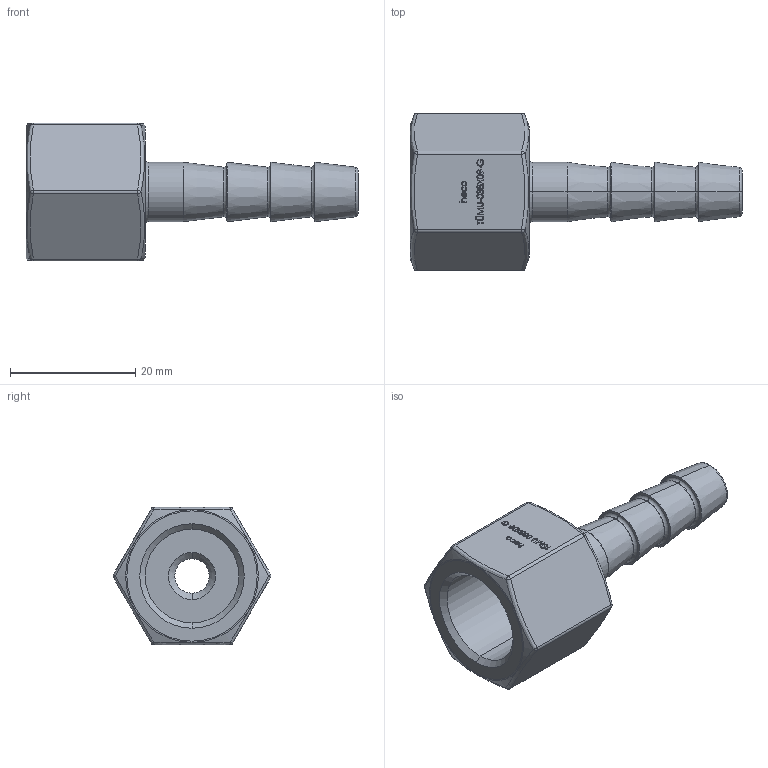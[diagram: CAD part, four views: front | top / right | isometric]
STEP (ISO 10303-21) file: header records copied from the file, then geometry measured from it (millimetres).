
FILE_DESCRIPTION (( 'STEP AP214' ), '1' );
FILE_NAME ('TÜMU-038X09-x Schlauchtülle mit Innengewinde.STEP', '2018-06-05T15:06:08', ( '' ), ( '' ), 'SwSTEP 2.0', 'SolidWorks 2016', '' );
FILE_SCHEMA (( 'AUTOMOTIVE_DESIGN' ));
Length unit declared in the file: millimetre
Products named in the file (1): TÜMU-038X09-x Schlauchtülle mit Innengewinde
Bounding box: 53 x 25.22 x 22 mm (x, y, z)
Volume: 6595.9 mm3; surface area: 4422.2 mm2
Topology: 1 solids, 1 shells, 318 faces, 794 edges, 502 vertices
Faces by surface type: bspline 136, plane 112, cone 24, torus 22, cylinder 12, sphere 12
Entity records: 19005 total; most frequent: CARTESIAN_POINT 9911, ORIENTED_EDGE 1572, DIRECTION 992, EDGE_CURVE 786, VERTEX_POINT 498, VECTOR 394, LINE 394, EDGE_LOOP 348
